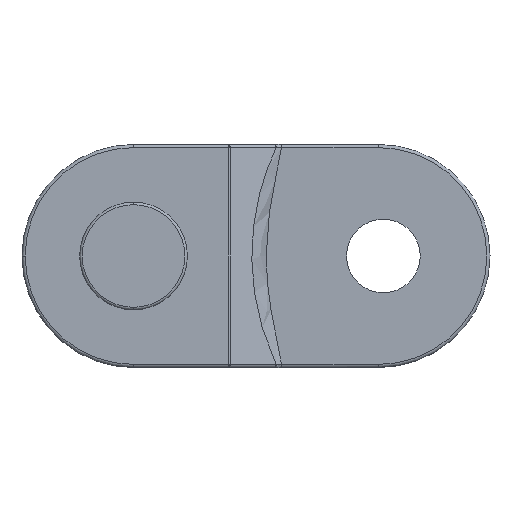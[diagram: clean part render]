
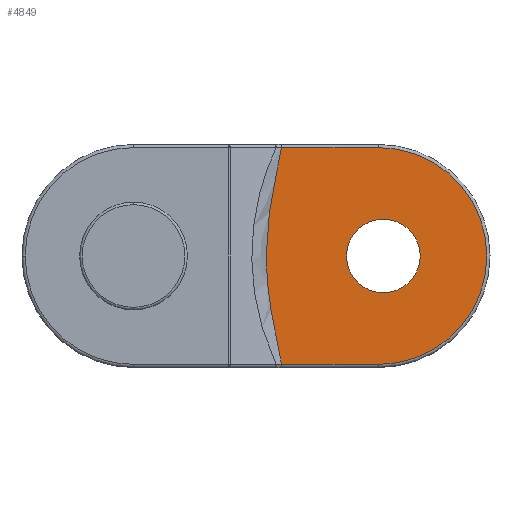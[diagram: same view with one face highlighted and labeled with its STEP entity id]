
A CAD part, front view. The second image highlights one B-rep face of the part: STEP entity #4849.
In plain terms, the highlighted face is planar.
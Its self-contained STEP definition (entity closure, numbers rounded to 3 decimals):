
#88 = CARTESIAN_POINT ( 'NONE',  ( -0.592, -0.46, 5.892 ) ) ;
#174 = EDGE_CURVE ( 'NONE', #5327, #2488, #1502, .T. ) ;
#253 = CIRCLE ( 'NONE', #3821, 3.475 ) ;
#322 = ORIENTED_EDGE ( 'NONE', *, *, #3503, .T. ) ;
#417 = ORIENTED_EDGE ( 'NONE', *, *, #4998, .T. ) ;
#441 = LINE ( 'NONE', #4742, #2391 ) ;
#450 = CARTESIAN_POINT ( 'NONE',  ( -0.711, -0.46, 6.465 ) ) ;
#524 = CARTESIAN_POINT ( 'NONE',  ( -0.711, -0.46, 0.684 ) ) ;
#530 = ORIENTED_EDGE ( 'NONE', *, *, #1456, .T. ) ;
#589 = CARTESIAN_POINT ( 'NONE',  ( -4.083, -0.46, 4.755 ) ) ;
#923 = CARTESIAN_POINT ( 'NONE',  ( -3.925, -0.46, 3.575 ) ) ;
#933 = B_SPLINE_CURVE_WITH_KNOTS ( 'NONE', 3,
 ( #1219, #2029, #2807, #1199 ),
 .UNSPECIFIED., .F., .F.,
 ( 4, 4 ),
 ( 0., 0. ),
 .UNSPECIFIED. ) ;
#1028 = DIRECTION ( 'NONE',  ( -1., 0., 0. ) ) ;
#1063 = CARTESIAN_POINT ( 'NONE',  ( -0.327, -0.46, 2.987 ) ) ;
#1108 = CARTESIAN_POINT ( 'NONE',  ( -4.083, -0.46, 3.575 ) ) ;
#1199 = CARTESIAN_POINT ( 'NONE',  ( -0.816, -0.46, 7.041 ) ) ;
#1219 = CARTESIAN_POINT ( 'NONE',  ( -0.816, -0.46, 7.05 ) ) ;
#1264 = CARTESIAN_POINT ( 'NONE',  ( -0.327, -0.46, 4.159 ) ) ;
#1269 = CARTESIAN_POINT ( 'NONE',  ( -0.816, -0.46, 7.041 ) ) ;
#1322 = EDGE_CURVE ( 'NONE', #2488, #5327, #3178, .T. ) ;
#1456 = EDGE_CURVE ( 'NONE', #2269, #2251, #5198, .T. ) ;
#1502 = CIRCLE ( 'NONE', #2503, 1.18 ) ;
#1546 = CARTESIAN_POINT ( 'NONE',  ( -0.386, -0.46, 2.407 ) ) ;
#1692 = VERTEX_POINT ( 'NONE', #3924 ) ;
#1721 = ORIENTED_EDGE ( 'NONE', *, *, #4336, .T. ) ;
#1848 = CARTESIAN_POINT ( 'NONE',  ( -3.925, -0.46, 0.1 ) ) ;
#1907 = CARTESIAN_POINT ( 'NONE',  ( -4.083, -0.46, 2.395 ) ) ;
#1940 = CARTESIAN_POINT ( 'NONE',  ( -0.816, -0.46, 0.109 ) ) ;
#2029 = CARTESIAN_POINT ( 'NONE',  ( -0.816, -0.46, 7.047 ) ) ;
#2047 = DIRECTION ( 'NONE',  ( 0., -1., 0. ) ) ;
#2159 = EDGE_CURVE ( 'NONE', #3907, #1692, #5324, .T. ) ;
#2251 = VERTEX_POINT ( 'NONE', #3377 ) ;
#2263 = EDGE_LOOP ( 'NONE', ( #2740, #530, #417, #1721, #5026, #322 ) ) ;
#2269 = VERTEX_POINT ( 'NONE', #2931 ) ;
#2287 = PLANE ( 'NONE',  #2623 ) ;
#2341 = DIRECTION ( 'NONE',  ( 0., -1., 0. ) ) ;
#2346 = DIRECTION ( 'NONE',  ( 1., 0., 0. ) ) ;
#2377 = ORIENTED_EDGE ( 'NONE', *, *, #174, .T. ) ;
#2391 = VECTOR ( 'NONE', #1028, 1000. ) ;
#2445 = CARTESIAN_POINT ( 'NONE',  ( -0.816, -0.46, 0.109 ) ) ;
#2488 = VERTEX_POINT ( 'NONE', #1907 ) ;
#2503 = AXIS2_PLACEMENT_3D ( 'NONE', #3151, #2341, #2745 ) ;
#2623 = AXIS2_PLACEMENT_3D ( 'NONE', #3575, #2708, #2346 ) ;
#2708 = DIRECTION ( 'NONE',  ( 0., -1., 0. ) ) ;
#2740 = ORIENTED_EDGE ( 'NONE', *, *, #3020, .T. ) ;
#2745 = DIRECTION ( 'NONE',  ( 1., 0., 0. ) ) ;
#2756 = VERTEX_POINT ( 'NONE', #1848 ) ;
#2776 = CARTESIAN_POINT ( 'NONE',  ( -0.533, -0.46, 5.606 ) ) ;
#2806 = DIRECTION ( 'NONE',  ( 1., 0., 0. ) ) ;
#2807 = CARTESIAN_POINT ( 'NONE',  ( -0.816, -0.46, 7.044 ) ) ;
#2860 = CARTESIAN_POINT ( 'NONE',  ( -0.816, -0.46, 0.1 ) ) ;
#2931 = CARTESIAN_POINT ( 'NONE',  ( -3.925, -0.46, 7.05 ) ) ;
#3020 = EDGE_CURVE ( 'NONE', #2756, #2269, #253, .T. ) ;
#3151 = CARTESIAN_POINT ( 'NONE',  ( -4.083, -0.46, 3.575 ) ) ;
#3178 = CIRCLE ( 'NONE', #4310, 1.18 ) ;
#3224 = ORIENTED_EDGE ( 'NONE', *, *, #1322, .T. ) ;
#3298 = DIRECTION ( 'NONE',  ( 1., 0., 0. ) ) ;
#3300 = VECTOR ( 'NONE', #3298, 1000. ) ;
#3377 = CARTESIAN_POINT ( 'NONE',  ( -0.816, -0.46, 7.05 ) ) ;
#3402 = CARTESIAN_POINT ( 'NONE',  ( -0.774, -0.46, 0.398 ) ) ;
#3503 = EDGE_CURVE ( 'NONE', #1692, #2756, #441, .T. ) ;
#3514 = CARTESIAN_POINT ( 'NONE',  ( -0.774, -0.46, 6.751 ) ) ;
#3575 = CARTESIAN_POINT ( 'NONE',  ( -0.85, -0.46, 7.15 ) ) ;
#3616 = FACE_BOUND ( 'NONE', #4281, .T. ) ;
#3710 = CARTESIAN_POINT ( 'NONE',  ( -0.816, -0.46, 0.103 ) ) ;
#3821 = AXIS2_PLACEMENT_3D ( 'NONE', #923, #4243, #3893 ) ;
#3893 = DIRECTION ( 'NONE',  ( 1., 0., 0. ) ) ;
#3907 = VERTEX_POINT ( 'NONE', #1940 ) ;
#3924 = CARTESIAN_POINT ( 'NONE',  ( -0.816, -0.46, 0.1 ) ) ;
#4150 = CARTESIAN_POINT ( 'NONE',  ( -0.533, -0.46, 1.544 ) ) ;
#4222 = CARTESIAN_POINT ( 'NONE',  ( -0.592, -0.46, 1.257 ) ) ;
#4243 = DIRECTION ( 'NONE',  ( 0., 1., 0. ) ) ;
#4281 = EDGE_LOOP ( 'NONE', ( #2377, #3224 ) ) ;
#4310 = AXIS2_PLACEMENT_3D ( 'NONE', #1108, #2047, #2806 ) ;
#4336 = EDGE_CURVE ( 'NONE', #4674, #3907, #4403, .T. ) ;
#4403 = B_SPLINE_CURVE_WITH_KNOTS ( 'NONE', 3,
 ( #4703, #3514, #450, #88, #2776, #5344, #1264, #1063, #1546, #4150, #4222, #524, #3402, #5083 ),
 .UNSPECIFIED., .F., .F.,
 ( 4, 2, 2, 2, 2, 2, 4 ),
 ( -0.003, -0.003, -0.002, 0., 0.002, 0.003, 0.003 ),
 .UNSPECIFIED. ) ;
#4674 = VERTEX_POINT ( 'NONE', #1269 ) ;
#4703 = CARTESIAN_POINT ( 'NONE',  ( -0.816, -0.46, 7.041 ) ) ;
#4742 = CARTESIAN_POINT ( 'NONE',  ( -0.85, -0.46, 0.1 ) ) ;
#4849 = ADVANCED_FACE ( 'NONE', ( #3616, #5239 ), #2287, .F. ) ;
#4958 = CARTESIAN_POINT ( 'NONE',  ( -0.816, -0.46, 0.106 ) ) ;
#4998 = EDGE_CURVE ( 'NONE', #2251, #4674, #933, .T. ) ;
#5021 = CARTESIAN_POINT ( 'NONE',  ( -0.83, -0.46, 7.05 ) ) ;
#5026 = ORIENTED_EDGE ( 'NONE', *, *, #2159, .T. ) ;
#5083 = CARTESIAN_POINT ( 'NONE',  ( -0.816, -0.46, 0.109 ) ) ;
#5198 = LINE ( 'NONE', #5021, #3300 ) ;
#5239 = FACE_OUTER_BOUND ( 'NONE', #2263, .T. ) ;
#5324 = B_SPLINE_CURVE_WITH_KNOTS ( 'NONE', 3,
 ( #2445, #4958, #3710, #2860 ),
 .UNSPECIFIED., .F., .F.,
 ( 4, 4 ),
 ( 0., 0. ),
 .UNSPECIFIED. ) ;
#5327 = VERTEX_POINT ( 'NONE', #589 ) ;
#5344 = CARTESIAN_POINT ( 'NONE',  ( -0.386, -0.46, 4.74 ) ) ;
